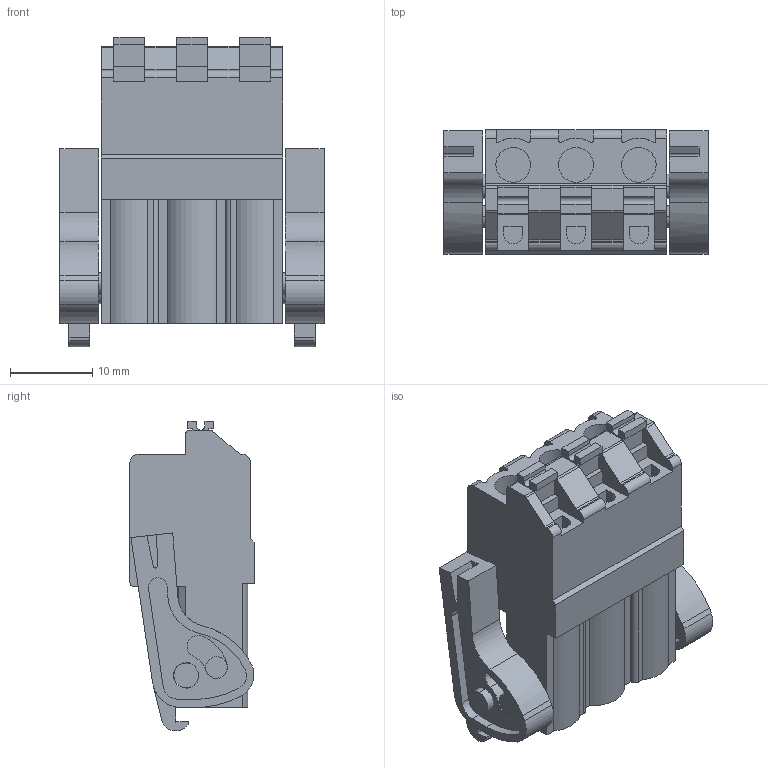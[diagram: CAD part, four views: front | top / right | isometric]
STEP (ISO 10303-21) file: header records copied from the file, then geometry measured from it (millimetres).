
FILE_DESCRIPTION(('CATIA V5 STEP Exchange','CAx-IF Rec.Pracs.--- Model Styling and Organization---1.4--- 2014-01-23'),'2;1');
FILE_NAME ('D1447610_0_1043760000_1043760000.stp','2020-10-21T09:45:11+00:00',('none'),('Weidmueller'),'CATIA Version 5-6 Release 2016 SP3 HF44','CATIA V5 STEP AP214','none');
FILE_SCHEMA(('AUTOMOTIVE_DESIGN { 1 0 10303 214 1 1 1 1 }'));
Length unit declared in the file: millimetre
Products named in the file (1): 1043760000
Bounding box: 32.04 x 15.05 x 37.58 mm (x, y, z)
Volume: 7142.6 mm3; surface area: 6661.5 mm2
Topology: 9 solids, 9 shells, 454 faces, 1276 edges, 857 vertices
Faces by surface type: plane 327, cylinder 125, extrusion 2
Entity records: 14640 total; most frequent: CARTESIAN_POINT 3239, ORIENTED_EDGE 2552, DIRECTION 1795, EDGE_CURVE 1276, VECTOR 992, LINE 990, VERTEX_POINT 857, AXIS2_PLACEMENT_3D 511
